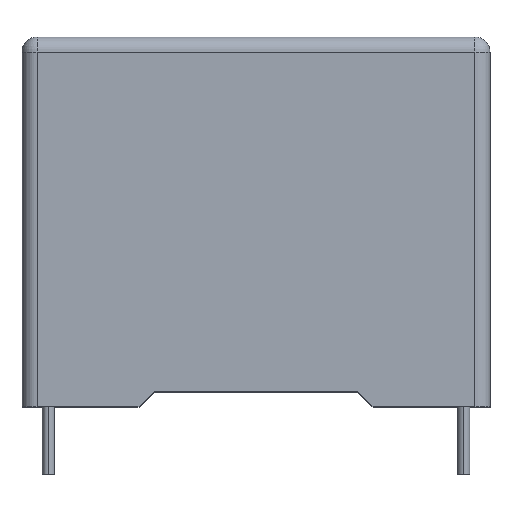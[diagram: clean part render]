
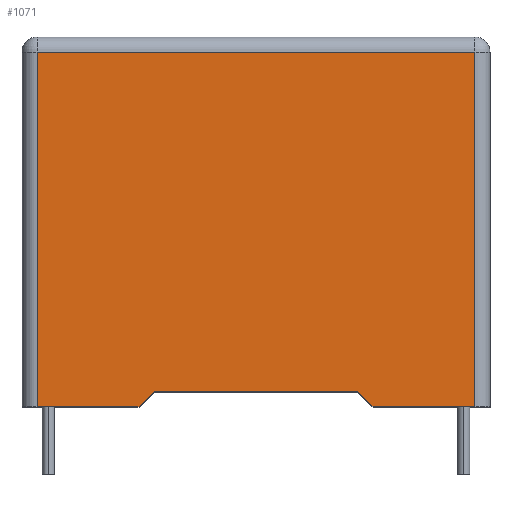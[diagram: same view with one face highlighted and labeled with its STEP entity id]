
A CAD part, top view. The second image highlights one B-rep face of the part: STEP entity #1071.
In plain terms, the highlighted planar face has unit normal (0, 0, 1).
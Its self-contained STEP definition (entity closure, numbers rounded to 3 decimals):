
#15 = LINE ( 'NONE', #1176, #1416 ) ;
#31 = VECTOR ( 'NONE', #832, 1000. ) ;
#42 = EDGE_CURVE ( 'NONE', #350, #1053, #63, .T. ) ;
#48 = EDGE_CURVE ( 'NONE', #466, #601, #349, .T. ) ;
#63 = LINE ( 'NONE', #481, #1263 ) ;
#83 = DIRECTION ( 'NONE',  ( 1., 0., 0. ) ) ;
#91 = VERTEX_POINT ( 'NONE', #377 ) ;
#115 = EDGE_CURVE ( 'NONE', #601, #1456, #1341, .T. ) ;
#116 = CARTESIAN_POINT ( 'NONE',  ( 7.75, 0., 7.25 ) ) ;
#143 = LINE ( 'NONE', #981, #952 ) ;
#171 = EDGE_CURVE ( 'NONE', #1456, #348, #15, .T. ) ;
#188 = AXIS2_PLACEMENT_3D ( 'NONE', #191, #807, #83 ) ;
#191 = CARTESIAN_POINT ( 'NONE',  ( 14.5, 23.5, 7.25 ) ) ;
#274 = DIRECTION ( 'NONE',  ( -1., 0., 0. ) ) ;
#278 = DIRECTION ( 'NONE',  ( 0., -1., 0. ) ) ;
#301 = LINE ( 'NONE', #899, #1027 ) ;
#329 = CARTESIAN_POINT ( 'NONE',  ( 14.5, 23.5, 7.25 ) ) ;
#348 = VERTEX_POINT ( 'NONE', #531 ) ;
#349 = LINE ( 'NONE', #116, #31 ) ;
#350 = VERTEX_POINT ( 'NONE', #546 ) ;
#367 = ORIENTED_EDGE ( 'NONE', *, *, #875, .T. ) ;
#377 = CARTESIAN_POINT ( 'NONE',  ( 6.75, 1., 7.25 ) ) ;
#417 = ORIENTED_EDGE ( 'NONE', *, *, #48, .T. ) ;
#419 = CARTESIAN_POINT ( 'NONE',  ( -6.75, 1., 7.25 ) ) ;
#447 = CARTESIAN_POINT ( 'NONE',  ( 14.5, 0., 7.25 ) ) ;
#466 = VERTEX_POINT ( 'NONE', #639 ) ;
#468 = EDGE_LOOP ( 'NONE', ( #1470, #1155, #1078, #1208, #367, #1137, #417, #587 ) ) ;
#481 = CARTESIAN_POINT ( 'NONE',  ( -7.75, 0., 7.25 ) ) ;
#514 = DIRECTION ( 'NONE',  ( 1., 0., 0. ) ) ;
#531 = CARTESIAN_POINT ( 'NONE',  ( -14.5, 23.5, 7.25 ) ) ;
#532 = LINE ( 'NONE', #1437, #888 ) ;
#546 = CARTESIAN_POINT ( 'NONE',  ( -7.75, 0., 7.25 ) ) ;
#587 = ORIENTED_EDGE ( 'NONE', *, *, #115, .T. ) ;
#601 = VERTEX_POINT ( 'NONE', #447 ) ;
#639 = CARTESIAN_POINT ( 'NONE',  ( 7.75, 0., 7.25 ) ) ;
#661 = VECTOR ( 'NONE', #1303, 1000. ) ;
#759 = EDGE_CURVE ( 'NONE', #1482, #350, #532, .T. ) ;
#774 = VECTOR ( 'NONE', #514, 1000. ) ;
#807 = DIRECTION ( 'NONE',  ( 0., 0., 1. ) ) ;
#832 = DIRECTION ( 'NONE',  ( 1., 0., 0. ) ) ;
#847 = CARTESIAN_POINT ( 'NONE',  ( 14.5, 23.5, 7.25 ) ) ;
#875 = EDGE_CURVE ( 'NONE', #1053, #91, #1128, .T. ) ;
#888 = VECTOR ( 'NONE', #1058, 1000. ) ;
#899 = CARTESIAN_POINT ( 'NONE',  ( 6.75, 1., 7.25 ) ) ;
#911 = CARTESIAN_POINT ( 'NONE',  ( -14.5, 0., 7.25 ) ) ;
#943 = EDGE_CURVE ( 'NONE', #348, #1482, #143, .T. ) ;
#952 = VECTOR ( 'NONE', #278, 1000. ) ;
#981 = CARTESIAN_POINT ( 'NONE',  ( -14.5, 0., 7.25 ) ) ;
#1027 = VECTOR ( 'NONE', #1229, 1000. ) ;
#1031 = EDGE_CURVE ( 'NONE', #91, #466, #301, .T. ) ;
#1053 = VERTEX_POINT ( 'NONE', #419 ) ;
#1058 = DIRECTION ( 'NONE',  ( 1., 0., 0. ) ) ;
#1071 = ADVANCED_FACE ( 'NONE', ( #1462 ), #1495, .T. ) ;
#1078 = ORIENTED_EDGE ( 'NONE', *, *, #759, .T. ) ;
#1128 = LINE ( 'NONE', #1211, #774 ) ;
#1137 = ORIENTED_EDGE ( 'NONE', *, *, #1031, .T. ) ;
#1155 = ORIENTED_EDGE ( 'NONE', *, *, #943, .T. ) ;
#1176 = CARTESIAN_POINT ( 'NONE',  ( -14.5, 23.5, 7.25 ) ) ;
#1208 = ORIENTED_EDGE ( 'NONE', *, *, #42, .T. ) ;
#1211 = CARTESIAN_POINT ( 'NONE',  ( -6.75, 1., 7.25 ) ) ;
#1229 = DIRECTION ( 'NONE',  ( 0.707, -0.707, 0. ) ) ;
#1263 = VECTOR ( 'NONE', #1421, 1000. ) ;
#1303 = DIRECTION ( 'NONE',  ( 0., 1., 0. ) ) ;
#1341 = LINE ( 'NONE', #847, #661 ) ;
#1416 = VECTOR ( 'NONE', #274, 1000. ) ;
#1421 = DIRECTION ( 'NONE',  ( 0.707, 0.707, 0. ) ) ;
#1437 = CARTESIAN_POINT ( 'NONE',  ( -15.5, 0., 7.25 ) ) ;
#1456 = VERTEX_POINT ( 'NONE', #329 ) ;
#1462 = FACE_OUTER_BOUND ( 'NONE', #468, .T. ) ;
#1470 = ORIENTED_EDGE ( 'NONE', *, *, #171, .T. ) ;
#1482 = VERTEX_POINT ( 'NONE', #911 ) ;
#1495 = PLANE ( 'NONE',  #188 ) ;
